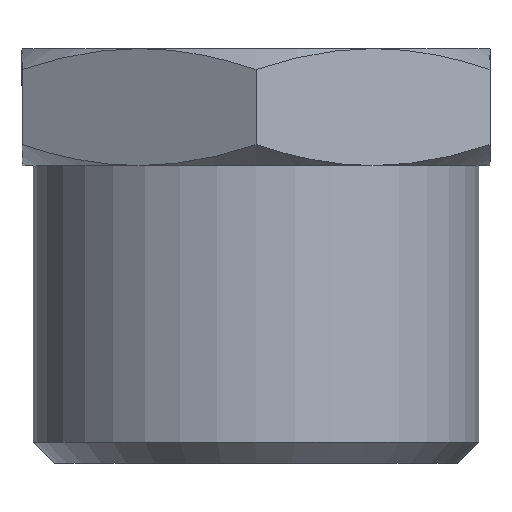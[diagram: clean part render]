
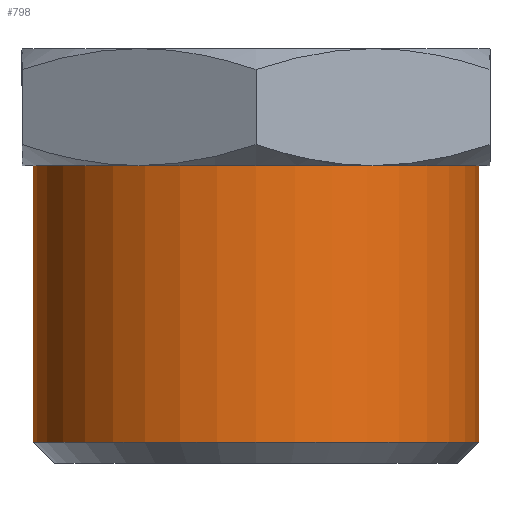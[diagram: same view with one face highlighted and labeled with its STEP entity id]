
A CAD part, front view. The second image highlights one B-rep face of the part: STEP entity #798.
In plain terms, the highlighted cylindrical face has radius 10.477 mm (diameter 20.955 mm), a full revolution.
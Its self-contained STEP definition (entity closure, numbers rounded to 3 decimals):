
#756=CARTESIAN_POINT('',(10.477,0.,1.0));
#757=VERTEX_POINT('',#756);
#758=CARTESIAN_POINT('',(0.0,0.0,1.0));
#759=DIRECTION('',(0.0,0.0,-1.0));
#760=DIRECTION('',(-1.0,0.0,0.0));
#761=AXIS2_PLACEMENT_3D('',#758,#759,#760);
#762=CIRCLE('',#761,10.477);
#763=EDGE_CURVE('',#757,#757,#762,.T.);
#779=CARTESIAN_POINT('',(0.0,0.0,0.0));
#780=DIRECTION('',(0.0,0.0,1.0));
#781=DIRECTION('',(-1.0,0.0,0.0));
#782=AXIS2_PLACEMENT_3D('',#779,#780,#781);
#783=CYLINDRICAL_SURFACE('',#782,10.477);
#784=CARTESIAN_POINT('',(10.477,0.,14.));
#785=VERTEX_POINT('',#784);
#786=CARTESIAN_POINT('',(0.0,0.0,14.));
#787=DIRECTION('',(0.0,0.0,-1.0));
#788=DIRECTION('',(-1.0,0.0,0.0));
#789=AXIS2_PLACEMENT_3D('',#786,#787,#788);
#790=CIRCLE('',#789,10.477);
#791=EDGE_CURVE('',#785,#785,#790,.T.);
#792=ORIENTED_EDGE('',*,*,#791,.T.);
#793=EDGE_LOOP('',(#792));
#794=FACE_OUTER_BOUND('',#793,.T.);
#795=ORIENTED_EDGE('',*,*,#763,.F.);
#796=EDGE_LOOP('',(#795));
#797=FACE_BOUND('',#796,.T.);
#798=ADVANCED_FACE('',(#794,#797),#783,.T.);
